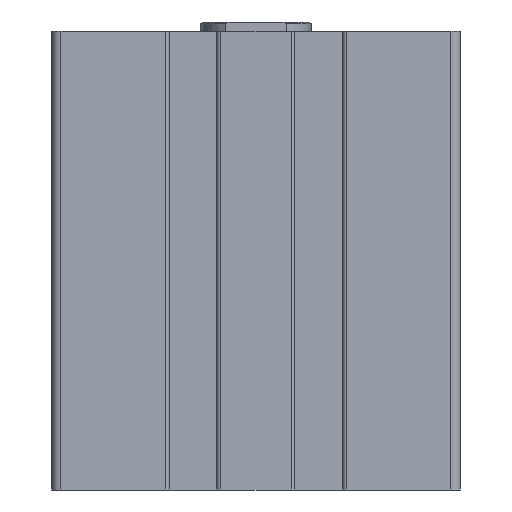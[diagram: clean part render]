
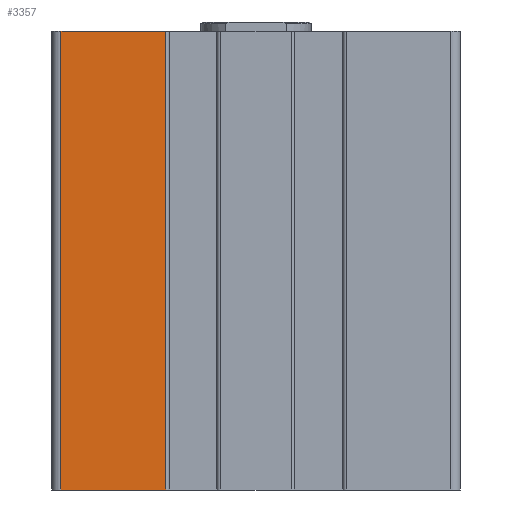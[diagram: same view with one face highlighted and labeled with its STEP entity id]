
A CAD part, front view. The second image highlights one B-rep face of the part: STEP entity #3357.
In plain terms, the highlighted planar face has unit normal (0, -1, 0).
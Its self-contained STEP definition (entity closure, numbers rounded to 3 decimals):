
#53=LINE('',#5150,#323);
#54=LINE('',#5152,#324);
#55=LINE('',#5154,#325);
#56=LINE('',#5156,#326);
#323=VECTOR('',#4041,1000.);
#324=VECTOR('',#4044,1000.);
#325=VECTOR('',#4045,1000.);
#326=VECTOR('',#4046,1000.);
#590=PLANE('',#3599);
#699=ORIENTED_EDGE('',*,*,#1670,.F.);
#700=ORIENTED_EDGE('',*,*,#1669,.F.);
#701=ORIENTED_EDGE('',*,*,#1671,.T.);
#702=ORIENTED_EDGE('',*,*,#1672,.T.);
#1669=EDGE_CURVE('',#2154,#2153,#53,.T.);
#1670=EDGE_CURVE('',#2153,#2155,#54,.T.);
#1671=EDGE_CURVE('',#2154,#2156,#55,.T.);
#1672=EDGE_CURVE('',#2156,#2155,#56,.T.);
#2153=VERTEX_POINT('',#5147);
#2154=VERTEX_POINT('',#5149);
#2155=VERTEX_POINT('',#5153);
#2156=VERTEX_POINT('',#5155);
#2710=EDGE_LOOP('',(#699,#700,#701,#702));
#2986=FACE_BOUND('',#2710,.T.);
#3357=ADVANCED_FACE('',(#2986),#590,.T.);
#3599=AXIS2_PLACEMENT_3D('',#5151,#4042,#4043);
#4041=DIRECTION('',(0.,0.,1.));
#4042=DIRECTION('',(0.,-1.,0.));
#4043=DIRECTION('',(0.,0.,-1.));
#4044=DIRECTION('',(1.,0.,0.));
#4045=DIRECTION('',(1.,0.,0.));
#4046=DIRECTION('',(0.,0.,1.));
#5147=CARTESIAN_POINT('',(-21.25,-22.25,0.));
#5149=CARTESIAN_POINT('',(-21.25,-22.25,-50.));
#5150=CARTESIAN_POINT('',(-21.25,-22.25,-50.));
#5151=CARTESIAN_POINT('',(-21.25,-22.25,-50.));
#5152=CARTESIAN_POINT('',(-21.25,-22.25,0.));
#5153=CARTESIAN_POINT('',(-9.85,-22.25,0.));
#5154=CARTESIAN_POINT('',(-21.25,-22.25,-50.));
#5155=CARTESIAN_POINT('',(-9.85,-22.25,-50.));
#5156=CARTESIAN_POINT('',(-9.85,-22.25,-50.));
